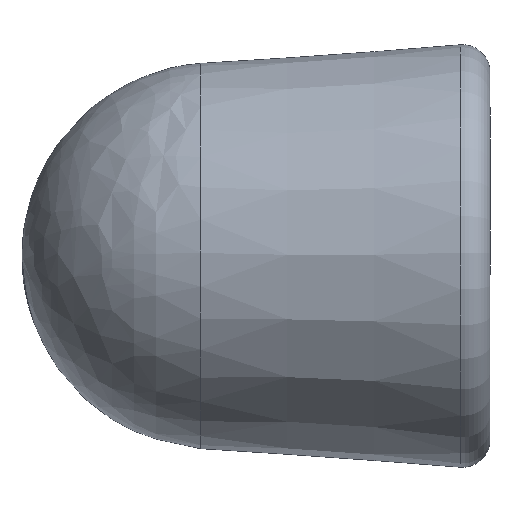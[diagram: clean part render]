
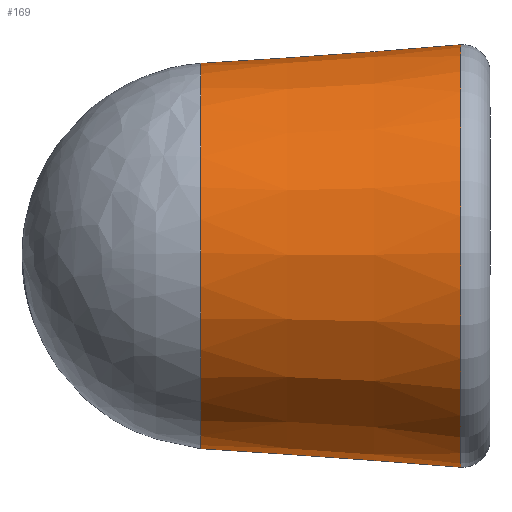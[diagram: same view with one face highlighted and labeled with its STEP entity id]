
A CAD part, left-side view. The second image highlights one B-rep face of the part: STEP entity #169.
In plain terms, the highlighted conical face has half-angle 4.086 degrees and reference radius 7.375 mm.
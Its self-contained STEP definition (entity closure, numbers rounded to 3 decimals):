
#15=CONICAL_SURFACE('',#206,7.375,0.071);
#26=FACE_OUTER_BOUND('',#36,.T.);
#36=EDGE_LOOP('',(#126,#127,#128,#129,#130,#131,#132,#133));
#44=LINE('',#306,#49);
#49=VECTOR('',#252,7.375);
#55=CIRCLE('',#199,7.673);
#56=CIRCLE('',#200,7.673);
#60=CIRCLE('',#204,7.673);
#61=CIRCLE('',#207,7.);
#62=CIRCLE('',#208,7.);
#63=CIRCLE('',#209,7.);
#73=VERTEX_POINT('',#288);
#74=VERTEX_POINT('',#289);
#75=VERTEX_POINT('',#291);
#78=VERTEX_POINT('',#301);
#79=VERTEX_POINT('',#302);
#80=VERTEX_POINT('',#304);
#92=EDGE_CURVE('',#73,#74,#55,.T.);
#93=EDGE_CURVE('',#74,#75,#56,.T.);
#97=EDGE_CURVE('',#75,#73,#60,.T.);
#98=EDGE_CURVE('',#78,#79,#61,.T.);
#99=EDGE_CURVE('',#80,#78,#62,.T.);
#100=EDGE_CURVE('',#80,#74,#44,.T.);
#101=EDGE_CURVE('',#79,#80,#63,.T.);
#126=ORIENTED_EDGE('',*,*,#98,.F.);
#127=ORIENTED_EDGE('',*,*,#99,.F.);
#128=ORIENTED_EDGE('',*,*,#100,.T.);
#129=ORIENTED_EDGE('',*,*,#92,.F.);
#130=ORIENTED_EDGE('',*,*,#97,.F.);
#131=ORIENTED_EDGE('',*,*,#93,.F.);
#132=ORIENTED_EDGE('',*,*,#100,.F.);
#133=ORIENTED_EDGE('',*,*,#101,.F.);
#169=ADVANCED_FACE('',(#26),#15,.T.);
#199=AXIS2_PLACEMENT_3D('',#290,#232,#233);
#200=AXIS2_PLACEMENT_3D('',#292,#234,#235);
#204=AXIS2_PLACEMENT_3D('',#298,#242,#243);
#206=AXIS2_PLACEMENT_3D('',#300,#246,#247);
#207=AXIS2_PLACEMENT_3D('',#303,#248,#249);
#208=AXIS2_PLACEMENT_3D('',#305,#250,#251);
#209=AXIS2_PLACEMENT_3D('',#307,#253,#254);
#232=DIRECTION('center_axis',(0.,-1.,0.));
#233=DIRECTION('ref_axis',(0.987,0.,0.158));
#234=DIRECTION('center_axis',(0.,-1.,0.));
#235=DIRECTION('ref_axis',(0.987,0.,0.158));
#242=DIRECTION('center_axis',(0.,-1.,0.));
#243=DIRECTION('ref_axis',(0.987,0.,0.158));
#246=DIRECTION('center_axis',(0.,-1.,0.));
#247=DIRECTION('ref_axis',(-0.987,0.,-0.158));
#248=DIRECTION('center_axis',(0.,1.,0.));
#249=DIRECTION('ref_axis',(-0.987,0.,-0.158));
#250=DIRECTION('center_axis',(0.,1.,0.));
#251=DIRECTION('ref_axis',(-0.987,0.,-0.158));
#252=DIRECTION('',(0.07,-0.997,0.011));
#253=DIRECTION('center_axis',(0.,1.,0.));
#254=DIRECTION('ref_axis',(-0.987,0.,-0.158));
#288=CARTESIAN_POINT('',(-7.577,0.571,-1.216));
#289=CARTESIAN_POINT('',(7.577,0.571,1.216));
#290=CARTESIAN_POINT('Origin',(0.,0.571,0.));
#291=CARTESIAN_POINT('',(-1.216,0.571,7.577));
#292=CARTESIAN_POINT('Origin',(0.,0.571,0.));
#298=CARTESIAN_POINT('Origin',(0.,0.571,0.));
#300=CARTESIAN_POINT('Origin',(0.,4.749,0.));
#301=CARTESIAN_POINT('',(-6.912,9.999,-1.109));
#302=CARTESIAN_POINT('',(-1.109,9.999,6.912));
#303=CARTESIAN_POINT('Origin',(0.,9.999,0.));
#304=CARTESIAN_POINT('',(6.912,9.999,1.109));
#305=CARTESIAN_POINT('Origin',(0.,9.999,0.));
#306=CARTESIAN_POINT('',(7.282,4.749,1.169));
#307=CARTESIAN_POINT('Origin',(0.,9.999,0.));
